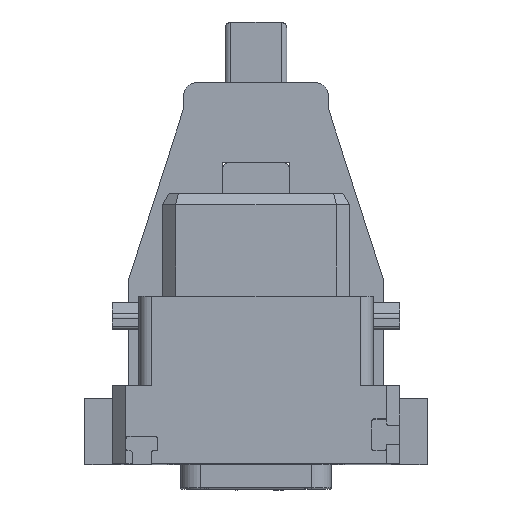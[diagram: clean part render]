
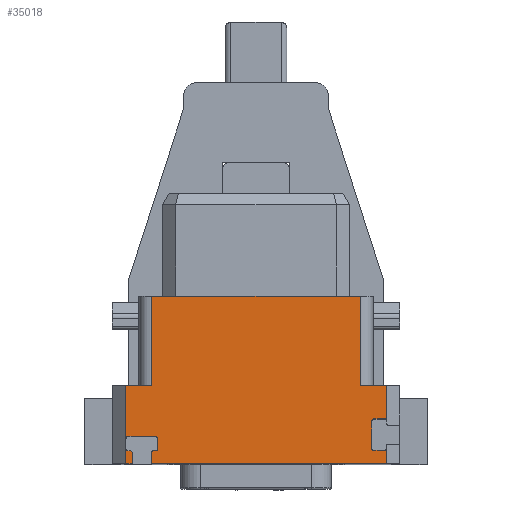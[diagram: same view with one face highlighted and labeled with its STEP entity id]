
A CAD part, top view. The second image highlights one B-rep face of the part: STEP entity #35018.
In plain terms, the highlighted planar face has unit normal (0, 0, 1).
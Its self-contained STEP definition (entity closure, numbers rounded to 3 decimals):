
#194=DIRECTION('',(-1.,0.,0.));
#195=VECTOR('',#194,15.8);
#196=CARTESIAN_POINT('',(7.9,9.8,9.9));
#197=LINE('',#196,#195);
#413=CARTESIAN_POINT('',(9.75,0.325,9.9));
#414=DIRECTION('',(0.,0.,1.));
#415=DIRECTION('',(1.,0.,0.));
#416=AXIS2_PLACEMENT_3D('',#413,#414,#415);
#418=DIRECTION('',(-1.,0.,0.));
#419=VECTOR('',#418,0.8);
#420=CARTESIAN_POINT('',(9.75,0.475,9.9));
#421=LINE('',#420,#419);
#422=CARTESIAN_POINT('',(8.95,0.325,9.9));
#423=DIRECTION('',(0.,0.,1.));
#424=DIRECTION('',(0.,1.,0.));
#425=AXIS2_PLACEMENT_3D('',#422,#423,#424);
#427=DIRECTION('',(0.,-1.,0.));
#428=VECTOR('',#427,2.1);
#429=CARTESIAN_POINT('',(8.8,0.325,9.9));
#430=LINE('',#429,#428);
#431=CARTESIAN_POINT('',(8.95,-1.775,9.9));
#432=DIRECTION('',(0.,0.,1.));
#433=DIRECTION('',(-1.,0.,0.));
#434=AXIS2_PLACEMENT_3D('',#431,#432,#433);
#436=DIRECTION('',(1.,0.,0.));
#437=VECTOR('',#436,0.8);
#438=CARTESIAN_POINT('',(8.95,-1.925,9.9));
#439=LINE('',#438,#437);
#440=CARTESIAN_POINT('',(9.75,-1.775,9.9));
#441=DIRECTION('',(0.,0.,1.));
#442=DIRECTION('',(0.,-1.,0.));
#443=AXIS2_PLACEMENT_3D('',#440,#441,#442);
#445=DIRECTION('',(0.,1.,0.));
#446=VECTOR('',#445,1.175);
#447=CARTESIAN_POINT('',(9.9,-2.95,9.9));
#448=LINE('',#447,#446);
#449=DIRECTION('',(0.,1.,0.));
#450=VECTOR('',#449,0.85);
#451=CARTESIAN_POINT('',(-7.95,-2.95,9.9));
#452=LINE('',#451,#450);
#453=CARTESIAN_POINT('',(-7.8,-2.1,9.9));
#454=DIRECTION('',(0.,0.,1.));
#455=DIRECTION('',(0.,1.,0.));
#456=AXIS2_PLACEMENT_3D('',#453,#454,#455);
#458=DIRECTION('',(1.,0.,0.));
#459=VECTOR('',#458,0.175);
#460=CARTESIAN_POINT('',(-7.8,-1.95,9.9));
#461=LINE('',#460,#459);
#462=CARTESIAN_POINT('',(-7.625,-1.8,9.9));
#463=DIRECTION('',(0.,0.,1.));
#464=DIRECTION('',(0.,-1.,0.));
#465=AXIS2_PLACEMENT_3D('',#462,#463,#464);
#467=DIRECTION('',(0.,1.,0.));
#468=VECTOR('',#467,0.8);
#469=CARTESIAN_POINT('',(-7.475,-1.8,9.9));
#470=LINE('',#469,#468);
#471=CARTESIAN_POINT('',(-7.625,-1.,9.9));
#472=DIRECTION('',(0.,0.,1.));
#473=DIRECTION('',(1.,0.,0.));
#474=AXIS2_PLACEMENT_3D('',#471,#472,#473);
#476=DIRECTION('',(-1.,0.,0.));
#477=VECTOR('',#476,2.1);
#478=CARTESIAN_POINT('',(-7.625,-0.85,9.9));
#479=LINE('',#478,#477);
#480=CARTESIAN_POINT('',(-9.725,-1.,9.9));
#481=DIRECTION('',(0.,0.,1.));
#482=DIRECTION('',(0.,1.,0.));
#483=AXIS2_PLACEMENT_3D('',#480,#481,#482);
#485=DIRECTION('',(0.,-1.,0.));
#486=VECTOR('',#485,0.8);
#487=CARTESIAN_POINT('',(-9.875,-1.,9.9));
#488=LINE('',#487,#486);
#489=CARTESIAN_POINT('',(-9.725,-1.8,9.9));
#490=DIRECTION('',(0.,0.,1.));
#491=DIRECTION('',(-1.,0.,0.));
#492=AXIS2_PLACEMENT_3D('',#489,#490,#491);
#494=DIRECTION('',(1.,0.,0.));
#495=VECTOR('',#494,0.175);
#496=CARTESIAN_POINT('',(-9.725,-1.95,9.9));
#497=LINE('',#496,#495);
#498=CARTESIAN_POINT('',(-9.55,-2.1,9.9));
#499=DIRECTION('',(0.,0.,1.));
#500=DIRECTION('',(1.,0.,0.));
#501=AXIS2_PLACEMENT_3D('',#498,#499,#500);
#503=DIRECTION('',(0.,1.,0.));
#504=VECTOR('',#503,0.85);
#505=CARTESIAN_POINT('',(-9.4,-2.95,9.9));
#506=LINE('',#505,#504);
#507=DIRECTION('',(0.,-1.,0.));
#508=VECTOR('',#507,5.95);
#509=CARTESIAN_POINT('',(-9.9,3.,9.9));
#510=LINE('',#509,#508);
#511=DIRECTION('',(0.,-1.,0.));
#512=VECTOR('',#511,6.8);
#513=CARTESIAN_POINT('',(-7.9,9.8,9.9));
#514=LINE('',#513,#512);
#515=DIRECTION('',(0.,1.,0.));
#516=VECTOR('',#515,6.8);
#517=CARTESIAN_POINT('',(7.9,3.,9.9));
#518=LINE('',#517,#516);
#519=DIRECTION('',(0.,1.,0.));
#520=VECTOR('',#519,2.675);
#521=CARTESIAN_POINT('',(9.9,0.325,9.9));
#522=LINE('',#521,#520);
#539=DIRECTION('',(-1.,0.,0.));
#540=VECTOR('',#539,2.);
#541=CARTESIAN_POINT('',(9.9,3.,9.9));
#542=LINE('',#541,#540);
#731=DIRECTION('',(1.,0.,0.));
#732=VECTOR('',#731,0.5);
#733=CARTESIAN_POINT('',(-9.9,-2.95,9.9));
#734=LINE('',#733,#732);
#747=DIRECTION('',(1.,0.,0.));
#748=VECTOR('',#747,17.85);
#749=CARTESIAN_POINT('',(-7.95,-2.95,9.9));
#750=LINE('',#749,#748);
#4595=DIRECTION('',(-1.,0.,0.));
#4596=VECTOR('',#4595,2.);
#4597=CARTESIAN_POINT('',(-7.9,3.,9.9));
#4598=LINE('',#4597,#4596);
#28119=CARTESIAN_POINT('',(-7.95,-2.95,9.9));
#28120=VERTEX_POINT('',#28119);
#28121=CARTESIAN_POINT('',(-9.4,-2.95,9.9));
#28122=VERTEX_POINT('',#28121);
#28123=CARTESIAN_POINT('',(9.9,0.325,9.9));
#28124=CARTESIAN_POINT('',(9.75,0.475,9.9));
#28125=VERTEX_POINT('',#28123);
#28126=VERTEX_POINT('',#28124);
#28127=CARTESIAN_POINT('',(8.95,0.475,9.9));
#28128=VERTEX_POINT('',#28127);
#28129=CARTESIAN_POINT('',(8.8,0.325,9.9));
#28130=VERTEX_POINT('',#28129);
#28131=CARTESIAN_POINT('',(8.8,-1.775,9.9));
#28132=VERTEX_POINT('',#28131);
#28133=CARTESIAN_POINT('',(8.95,-1.925,9.9));
#28134=VERTEX_POINT('',#28133);
#28135=CARTESIAN_POINT('',(9.75,-1.925,9.9));
#28136=VERTEX_POINT('',#28135);
#28137=CARTESIAN_POINT('',(9.9,-1.775,9.9));
#28138=VERTEX_POINT('',#28137);
#28139=CARTESIAN_POINT('',(-7.95,-2.1,9.9));
#28140=VERTEX_POINT('',#28139);
#28141=CARTESIAN_POINT('',(-7.8,-1.95,9.9));
#28142=VERTEX_POINT('',#28141);
#28143=CARTESIAN_POINT('',(-7.625,-1.95,9.9));
#28144=VERTEX_POINT('',#28143);
#28145=CARTESIAN_POINT('',(-7.475,-1.8,9.9));
#28146=VERTEX_POINT('',#28145);
#28147=CARTESIAN_POINT('',(-7.475,-1.,9.9));
#28148=VERTEX_POINT('',#28147);
#28149=CARTESIAN_POINT('',(-7.625,-0.85,9.9));
#28150=VERTEX_POINT('',#28149);
#28151=CARTESIAN_POINT('',(-9.725,-0.85,9.9));
#28152=VERTEX_POINT('',#28151);
#28153=CARTESIAN_POINT('',(-9.875,-1.,9.9));
#28154=VERTEX_POINT('',#28153);
#28155=CARTESIAN_POINT('',(-9.875,-1.8,9.9));
#28156=VERTEX_POINT('',#28155);
#28157=CARTESIAN_POINT('',(-9.725,-1.95,9.9));
#28158=VERTEX_POINT('',#28157);
#28159=CARTESIAN_POINT('',(-9.55,-1.95,9.9));
#28160=VERTEX_POINT('',#28159);
#28161=CARTESIAN_POINT('',(-9.4,-2.1,9.9));
#28162=VERTEX_POINT('',#28161);
#28167=CARTESIAN_POINT('',(7.9,9.8,9.9));
#28169=VERTEX_POINT('',#28167);
#28173=CARTESIAN_POINT('',(7.9,3.,9.9));
#28174=VERTEX_POINT('',#28173);
#28179=CARTESIAN_POINT('',(-7.9,9.8,9.9));
#28180=VERTEX_POINT('',#28179);
#28181=CARTESIAN_POINT('',(-7.9,3.,9.9));
#28182=VERTEX_POINT('',#28181);
#28187=CARTESIAN_POINT('',(9.9,3.,9.9));
#28189=VERTEX_POINT('',#28187);
#28202=CARTESIAN_POINT('',(9.9,-2.95,9.9));
#28203=VERTEX_POINT('',#28202);
#28204=CARTESIAN_POINT('',(-9.9,-2.95,9.9));
#28206=VERTEX_POINT('',#28204);
#28210=CARTESIAN_POINT('',(-9.9,3.,9.9));
#28211=VERTEX_POINT('',#28210);
#34954=CARTESIAN_POINT('',(10.9,9.8,9.9));
#34955=DIRECTION('',(0.,0.,1.));
#34956=DIRECTION('',(-1.,0.,0.));
#34957=AXIS2_PLACEMENT_3D('',#34954,#34955,#34956);
#34958=PLANE('',#34957);
#34960=ORIENTED_EDGE('',*,*,#34959,.T.);
#34962=ORIENTED_EDGE('',*,*,#34961,.T.);
#34964=ORIENTED_EDGE('',*,*,#34963,.T.);
#34966=ORIENTED_EDGE('',*,*,#34965,.T.);
#34968=ORIENTED_EDGE('',*,*,#34967,.T.);
#34970=ORIENTED_EDGE('',*,*,#34969,.T.);
#34972=ORIENTED_EDGE('',*,*,#34971,.T.);
#34974=ORIENTED_EDGE('',*,*,#34973,.F.);
#34976=ORIENTED_EDGE('',*,*,#34975,.F.);
#34978=ORIENTED_EDGE('',*,*,#34977,.T.);
#34980=ORIENTED_EDGE('',*,*,#34979,.F.);
#34982=ORIENTED_EDGE('',*,*,#34981,.T.);
#34984=ORIENTED_EDGE('',*,*,#34983,.T.);
#34986=ORIENTED_EDGE('',*,*,#34985,.T.);
#34988=ORIENTED_EDGE('',*,*,#34987,.T.);
#34990=ORIENTED_EDGE('',*,*,#34989,.T.);
#34992=ORIENTED_EDGE('',*,*,#34991,.T.);
#34994=ORIENTED_EDGE('',*,*,#34993,.T.);
#34996=ORIENTED_EDGE('',*,*,#34995,.T.);
#34998=ORIENTED_EDGE('',*,*,#34997,.T.);
#35000=ORIENTED_EDGE('',*,*,#34999,.F.);
#35002=ORIENTED_EDGE('',*,*,#35001,.F.);
#35004=ORIENTED_EDGE('',*,*,#35003,.F.);
#35006=ORIENTED_EDGE('',*,*,#35005,.F.);
#35008=ORIENTED_EDGE('',*,*,#35007,.F.);
#35009=ORIENTED_EDGE('',*,*,#34947,.F.);
#35010=ORIENTED_EDGE('',*,*,#34692,.F.);
#35011=ORIENTED_EDGE('',*,*,#34733,.F.);
#35013=ORIENTED_EDGE('',*,*,#35012,.F.);
#35015=ORIENTED_EDGE('',*,*,#35014,.F.);
#35016=EDGE_LOOP('',(#34960,#34962,#34964,#34966,#34968,#34970,#34972,#34974,
#34976,#34978,#34980,#34982,#34984,#34986,#34988,#34990,#34992,#34994,#34996,
#34998,#35000,#35002,#35004,#35006,#35008,#35009,#35010,#35011,#35013,#35015));
#35017=FACE_OUTER_BOUND('',#35016,.F.);
#35018=ADVANCED_FACE('',(#35017),#34958,.T.);
#417=CIRCLE('',#416,0.15);
#426=CIRCLE('',#425,0.15);
#435=CIRCLE('',#434,0.15);
#444=CIRCLE('',#443,0.15);
#457=CIRCLE('',#456,0.15);
#466=CIRCLE('',#465,0.15);
#475=CIRCLE('',#474,0.15);
#484=CIRCLE('',#483,0.15);
#493=CIRCLE('',#492,0.15);
#502=CIRCLE('',#501,0.15);
#34692=EDGE_CURVE('',#28169,#28180,#197,.T.);
#34733=EDGE_CURVE('',#28174,#28169,#518,.T.);
#34947=EDGE_CURVE('',#28180,#28182,#514,.T.);
#34959=EDGE_CURVE('',#28125,#28126,#417,.T.);
#34961=EDGE_CURVE('',#28126,#28128,#421,.T.);
#34963=EDGE_CURVE('',#28128,#28130,#426,.T.);
#34965=EDGE_CURVE('',#28130,#28132,#430,.T.);
#34967=EDGE_CURVE('',#28132,#28134,#435,.T.);
#34969=EDGE_CURVE('',#28134,#28136,#439,.T.);
#34971=EDGE_CURVE('',#28136,#28138,#444,.T.);
#34973=EDGE_CURVE('',#28203,#28138,#448,.T.);
#34975=EDGE_CURVE('',#28120,#28203,#750,.T.);
#34977=EDGE_CURVE('',#28120,#28140,#452,.T.);
#34979=EDGE_CURVE('',#28142,#28140,#457,.T.);
#34981=EDGE_CURVE('',#28142,#28144,#461,.T.);
#34983=EDGE_CURVE('',#28144,#28146,#466,.T.);
#34985=EDGE_CURVE('',#28146,#28148,#470,.T.);
#34987=EDGE_CURVE('',#28148,#28150,#475,.T.);
#34989=EDGE_CURVE('',#28150,#28152,#479,.T.);
#34991=EDGE_CURVE('',#28152,#28154,#484,.T.);
#34993=EDGE_CURVE('',#28154,#28156,#488,.T.);
#34995=EDGE_CURVE('',#28156,#28158,#493,.T.);
#34997=EDGE_CURVE('',#28158,#28160,#497,.T.);
#34999=EDGE_CURVE('',#28162,#28160,#502,.T.);
#35001=EDGE_CURVE('',#28122,#28162,#506,.T.);
#35003=EDGE_CURVE('',#28206,#28122,#734,.T.);
#35005=EDGE_CURVE('',#28211,#28206,#510,.T.);
#35007=EDGE_CURVE('',#28182,#28211,#4598,.T.);
#35012=EDGE_CURVE('',#28189,#28174,#542,.T.);
#35014=EDGE_CURVE('',#28125,#28189,#522,.T.);
